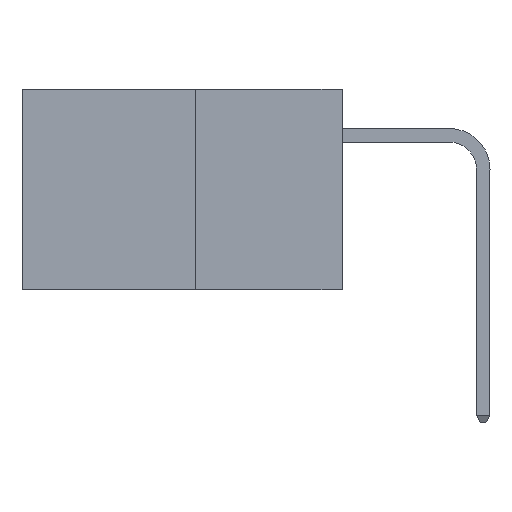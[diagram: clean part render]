
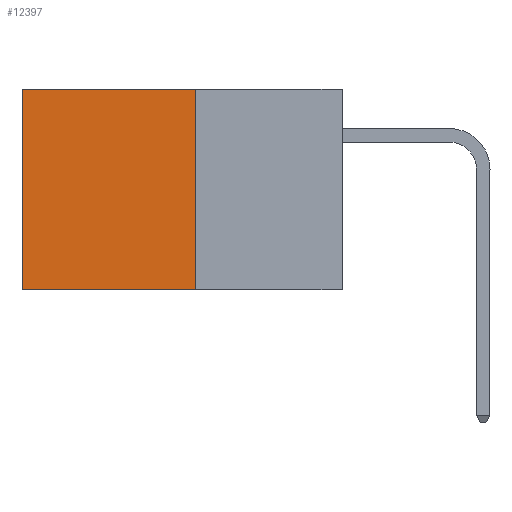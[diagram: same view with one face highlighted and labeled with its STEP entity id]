
A CAD part, left-side view. The second image highlights one B-rep face of the part: STEP entity #12397.
In plain terms, the highlighted planar face has unit normal (-1, 0, 0).
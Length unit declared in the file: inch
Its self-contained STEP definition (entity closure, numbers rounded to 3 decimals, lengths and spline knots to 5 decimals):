
#231 = VERTEX_POINT ( 'NONE', #12694 ) ;
#490 = CARTESIAN_POINT ( 'NONE',  ( 0.277, 0.59, 0. ) ) ;
#812 = DIRECTION ( 'NONE',  ( 0., 1., 0. ) ) ;
#874 = CARTESIAN_POINT ( 'NONE',  ( 0.277, 0.27, -0.37 ) ) ;
#1666 = EDGE_CURVE ( 'NONE', #231, #4467, #8257, .T. ) ;
#1952 = ORIENTED_EDGE ( 'NONE', *, *, #11586, .T. ) ;
#1955 = EDGE_CURVE ( 'NONE', #231, #14888, #10585, .T. ) ;
#2848 = CARTESIAN_POINT ( 'NONE',  ( 0.277, 0.59, -0.37 ) ) ;
#3922 = ORIENTED_EDGE ( 'NONE', *, *, #6428, .F. ) ;
#4363 = VECTOR ( 'NONE', #11858, 39.37008 ) ;
#4407 = ORIENTED_EDGE ( 'NONE', *, *, #1955, .F. ) ;
#4467 = VERTEX_POINT ( 'NONE', #490 ) ;
#4534 = DIRECTION ( 'NONE',  ( 1., 0., 0. ) ) ;
#6428 = EDGE_CURVE ( 'NONE', #14888, #13325, #13166, .T. ) ;
#6636 = CARTESIAN_POINT ( 'NONE',  ( 0.277, 0.27, -0.37 ) ) ;
#7111 = ORIENTED_EDGE ( 'NONE', *, *, #1666, .T. ) ;
#7647 = VECTOR ( 'NONE', #9683, 39.37008 ) ;
#8077 = AXIS2_PLACEMENT_3D ( 'NONE', #12153, #4534, #13384 ) ;
#8257 = LINE ( 'NONE', #13856, #14785 ) ;
#9027 = DIRECTION ( 'NONE',  ( 0., 1., 0. ) ) ;
#9150 = CARTESIAN_POINT ( 'NONE',  ( 0.277, 0.27, -0.37 ) ) ;
#9683 = DIRECTION ( 'NONE',  ( 0., 0., -1. ) ) ;
#10585 = LINE ( 'NONE', #6636, #7647 ) ;
#11143 = FACE_OUTER_BOUND ( 'NONE', #13885, .T. ) ;
#11172 = LINE ( 'NONE', #2848, #4363 ) ;
#11586 = EDGE_CURVE ( 'NONE', #4467, #13325, #11172, .T. ) ;
#11858 = DIRECTION ( 'NONE',  ( 0., 0., -1. ) ) ;
#12153 = CARTESIAN_POINT ( 'NONE',  ( 0.277, 0.27, -0.37 ) ) ;
#12383 = CARTESIAN_POINT ( 'NONE',  ( 0.277, 0.59, -0.37 ) ) ;
#12397 = ADVANCED_FACE ( 'NONE', ( #11143 ), #15776, .F. ) ;
#12409 = VECTOR ( 'NONE', #812, 39.37008 ) ;
#12694 = CARTESIAN_POINT ( 'NONE',  ( 0.277, 0.27, 0. ) ) ;
#13166 = LINE ( 'NONE', #874, #12409 ) ;
#13325 = VERTEX_POINT ( 'NONE', #12383 ) ;
#13384 = DIRECTION ( 'NONE',  ( 0., 0., -1. ) ) ;
#13856 = CARTESIAN_POINT ( 'NONE',  ( 0.277, 0.27, 0. ) ) ;
#13885 = EDGE_LOOP ( 'NONE', ( #1952, #3922, #4407, #7111 ) ) ;
#14785 = VECTOR ( 'NONE', #9027, 39.37008 ) ;
#14888 = VERTEX_POINT ( 'NONE', #9150 ) ;
#15776 = PLANE ( 'NONE',  #8077 ) ;
